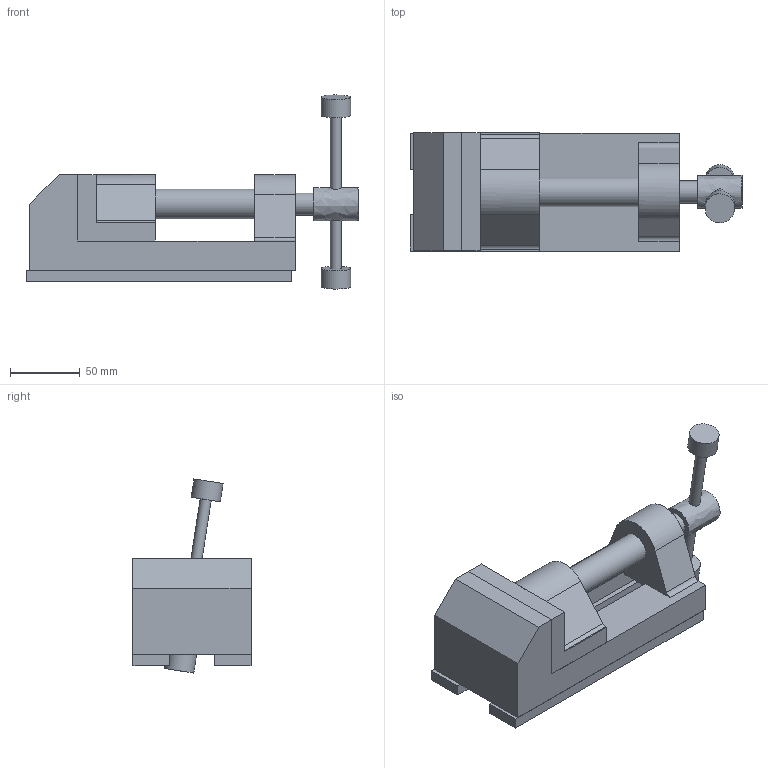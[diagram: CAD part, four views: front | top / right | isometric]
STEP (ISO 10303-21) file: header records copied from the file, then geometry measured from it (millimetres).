
FILE_DESCRIPTION(('FreeCAD Model'),'2;1');
FILE_NAME('Open CASCADE Shape Model','2025-05-07T20:30:43',('FreeCAD'),( 'FreeCAD'),'Open CASCADE STEP processor 7.6','FreeCAD','Unknown');
FILE_SCHEMA(('AUTOMOTIVE_DESIGN { 1 0 10303 214 1 1 1 1 }'));
Length unit declared in the file: millimetre
Products named in the file (1): Open CASCADE STEP translator 7.6 1
Bounding box: 237.96 x 84.63 x 139.1 mm (x, y, z)
Volume: 744575.5 mm3; surface area: 138114.7 mm2
Topology: 10 solids, 10 shells, 126 faces, 298 edges, 194 vertices
Faces by surface type: bspline 126
Entity records: 4019 total; most frequent: CARTESIAN_POINT 2223, ORIENTED_EDGE 580, EDGE_CURVE 290, VERTEX_POINT 194, B_SPLINE_CURVE_WITH_KNOTS 191, FACE_BOUND 150, EDGE_LOOP 150, ADVANCED_FACE 126
